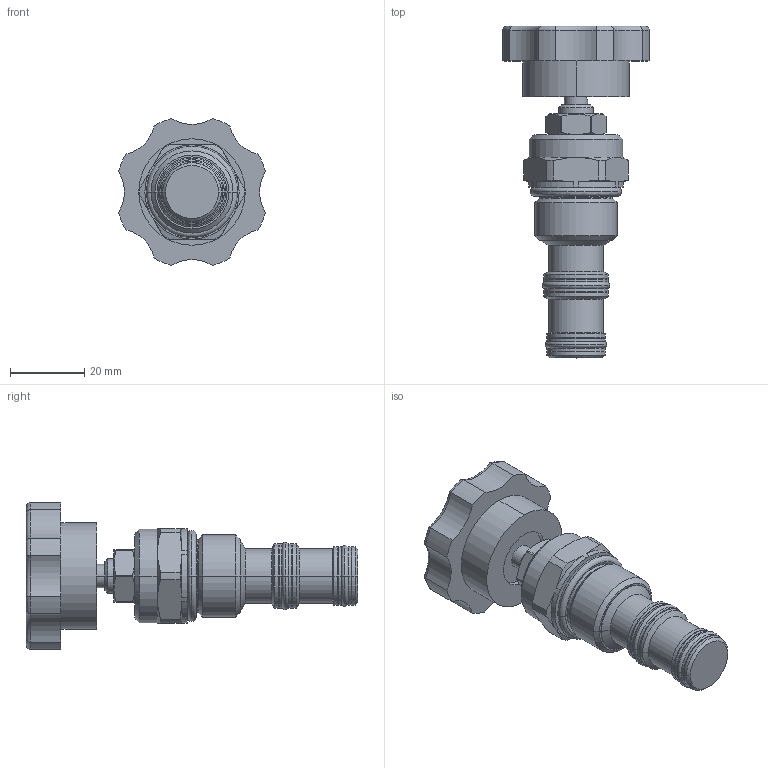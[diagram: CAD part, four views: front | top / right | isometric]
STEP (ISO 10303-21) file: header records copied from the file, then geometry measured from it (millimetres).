
FILE_DESCRIPTION((''),'2;1');
FILE_NAME('5413610_SW0004','2009-02-03T',('jcs'),(''),'PRO/ENGINEER BY PARAMETRIC TECHNOLOGY CORPORATION, 2008010','PRO/ENGINEER BY PARAMETRIC TECHNOLOGY CORPORATION, 2008010','');
FILE_SCHEMA(('CONFIG_CONTROL_DESIGN'));
Length unit declared in the file: inch
Products named in the file (1): 5413610_SW0004
Bounding box: 39.67 x 89.51 x 39.67 mm (x, y, z)
Volume: 37193.6 mm3; surface area: 12303.4 mm2
Topology: 6 solids, 6 shells, 224 faces, 499 edges, 295 vertices
Faces by surface type: cylinder 84, cone 42, torus 40, plane 34, revolution 24
Entity records: 7085 total; most frequent: CARTESIAN_POINT 2012, DIRECTION 1123, ORIENTED_EDGE 998, EDGE_CURVE 499, AXIS2_PLACEMENT_3D 478, VERTEX_POINT 295, CIRCLE 278, EDGE_LOOP 242
